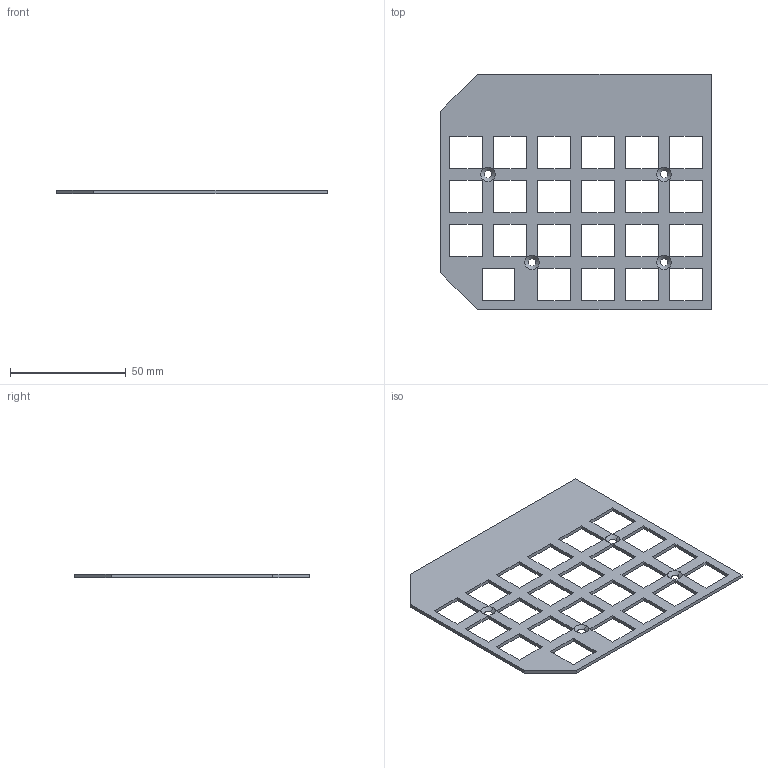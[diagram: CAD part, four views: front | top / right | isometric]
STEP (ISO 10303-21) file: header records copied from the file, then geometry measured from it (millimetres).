
FILE_DESCRIPTION (( 'STEP AP203' ), '1' );
FILE_NAME ('left plate.STEP', '2021-06-08T19:00:06', ( '' ), ( '' ), 'SwSTEP 2.0', 'SolidWorks 2017', '' );
FILE_SCHEMA (( 'CONFIG_CONTROL_DESIGN' ));
Length unit declared in the file: millimetre
Products named in the file (1): left plate
Bounding box: 117.25 x 102 x 1.5 mm (x, y, z)
Volume: 10681.1 mm3; surface area: 16918.7 mm2
Topology: 1 solids, 1 shells, 116 faces, 334 edges, 220 vertices
Faces by surface type: plane 100, cone 8, cylinder 8
Entity records: 3923 total; most frequent: CARTESIAN_POINT 671, ORIENTED_EDGE 668, DIRECTION 592, EDGE_CURVE 334, LINE 310, VECTOR 310, VERTEX_POINT 220, EDGE_LOOP 170
